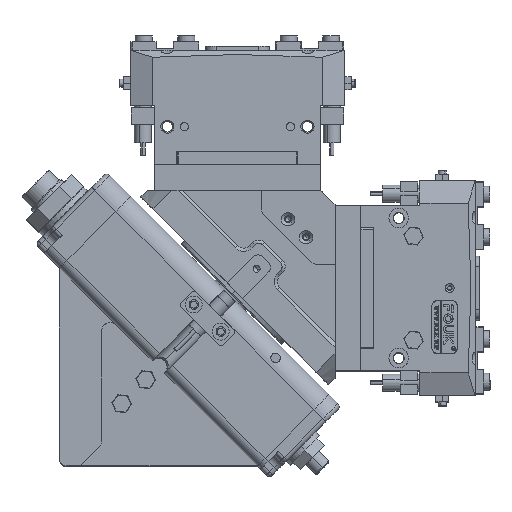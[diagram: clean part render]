
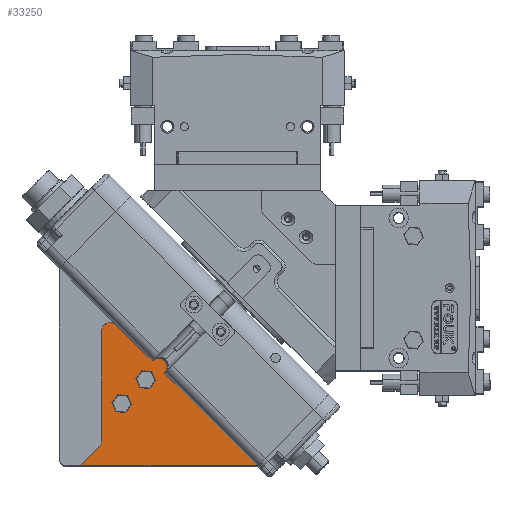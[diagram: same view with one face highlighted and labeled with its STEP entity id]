
A CAD part, top view. The second image highlights one B-rep face of the part: STEP entity #33250.
In plain terms, the highlighted planar face has unit normal (0, 0, 1).
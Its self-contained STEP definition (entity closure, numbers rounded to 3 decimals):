
#964 = VECTOR ( 'NONE', #32176, 1000. ) ;
#1112 = CARTESIAN_POINT ( 'NONE',  ( 47.435, -35.955, 207.7 ) ) ;
#1185 = LINE ( 'NONE', #50392, #42145 ) ;
#1612 = CARTESIAN_POINT ( 'NONE',  ( 22.337, -77.124, 207.7 ) ) ;
#1943 = DIRECTION ( 'NONE',  ( 0., -1., 0. ) ) ;
#2126 = CARTESIAN_POINT ( 'NONE',  ( 13.802, -85.66, 207.7 ) ) ;
#2182 = VECTOR ( 'NONE', #60611, 1000. ) ;
#3239 = DIRECTION ( 'NONE',  ( 0., 0., 1. ) ) ;
#4866 = VERTEX_POINT ( 'NONE', #20226 ) ;
#6908 = CARTESIAN_POINT ( 'NONE',  ( 23.802, -75.66, 207.7 ) ) ;
#6931 = DIRECTION ( 'NONE',  ( 0.707, -0.707, 0. ) ) ;
#7217 = DIRECTION ( 'NONE',  ( 0., 0., 1. ) ) ;
#7359 = ORIENTED_EDGE ( 'NONE', *, *, #33703, .F. ) ;
#7913 = EDGE_CURVE ( 'NONE', #8820, #38828, #19816, .T. ) ;
#8820 = VERTEX_POINT ( 'NONE', #39603 ) ;
#9147 = VERTEX_POINT ( 'NONE', #42657 ) ;
#9493 = VERTEX_POINT ( 'NONE', #35651 ) ;
#9624 = ORIENTED_EDGE ( 'NONE', *, *, #64339, .T. ) ;
#11013 = LINE ( 'NONE', #20361, #2182 ) ;
#11104 = LINE ( 'NONE', #14925, #27172 ) ;
#11882 = VERTEX_POINT ( 'NONE', #1112 ) ;
#12268 = LINE ( 'NONE', #32480, #43531 ) ;
#12572 = DIRECTION ( 'NONE',  ( 0.707, -0.707, 0. ) ) ;
#13390 = CARTESIAN_POINT ( 'NONE',  ( 50.471, -38.99, 207.7 ) ) ;
#13600 = DIRECTION ( 'NONE',  ( -0.707, 0.707, 0. ) ) ;
#14519 = CARTESIAN_POINT ( 'NONE',  ( 25.592, -19.06, 207.7 ) ) ;
#14925 = CARTESIAN_POINT ( 'NONE',  ( 25.592, -38.99, 207.7 ) ) ;
#15447 = EDGE_CURVE ( 'NONE', #18913, #9147, #16238, .T. ) ;
#16238 = LINE ( 'NONE', #19109, #23413 ) ;
#17307 = CARTESIAN_POINT ( 'NONE',  ( 53.506, -42.026, 207.7 ) ) ;
#17788 = VERTEX_POINT ( 'NONE', #14519 ) ;
#18125 = DIRECTION ( 'NONE',  ( -0.707, 0.707, 0. ) ) ;
#18397 = CARTESIAN_POINT ( 'NONE',  ( 24.973, -19.15, 207.7 ) ) ;
#18913 = VERTEX_POINT ( 'NONE', #34058 ) ;
#19109 = CARTESIAN_POINT ( 'NONE',  ( 97.14, -85.66, 207.7 ) ) ;
#19608 = EDGE_LOOP ( 'NONE', ( #24850, #30985, #23443, #60350, #9624, #24381, #37625, #43175, #30327, #7359, #33020, #21253, #23533, #62572 ) ) ;
#19816 = CIRCLE ( 'NONE', #22080, 5. ) ;
#20226 = CARTESIAN_POINT ( 'NONE',  ( 47.778, -35.965, 207.7 ) ) ;
#20361 = CARTESIAN_POINT ( 'NONE',  ( 12.935, -19.06, 207.7 ) ) ;
#21253 = ORIENTED_EDGE ( 'NONE', *, *, #60309, .F. ) ;
#22080 = AXIS2_PLACEMENT_3D ( 'NONE', #25546, #62235, #46634 ) ;
#22572 = EDGE_CURVE ( 'NONE', #4866, #41184, #54745, .T. ) ;
#23413 = VECTOR ( 'NONE', #55217, 1000. ) ;
#23443 = ORIENTED_EDGE ( 'NONE', *, *, #32120, .T. ) ;
#23533 = ORIENTED_EDGE ( 'NONE', *, *, #45181, .F. ) ;
#23595 = VECTOR ( 'NONE', #1943, 1000. ) ;
#24381 = ORIENTED_EDGE ( 'NONE', *, *, #7913, .T. ) ;
#24546 = DIRECTION ( 'NONE',  ( -0.707, 0.707, 0. ) ) ;
#24850 = ORIENTED_EDGE ( 'NONE', *, *, #25384, .F. ) ;
#25384 = EDGE_CURVE ( 'NONE', #17788, #9493, #11104, .T. ) ;
#25546 = CARTESIAN_POINT ( 'NONE',  ( 18.802, -73.588, 207.7 ) ) ;
#27172 = VECTOR ( 'NONE', #35734, 1000. ) ;
#28216 = CARTESIAN_POINT ( 'NONE',  ( 53.496, -41.683, 207.7 ) ) ;
#28841 = DIRECTION ( 'NONE',  ( 0., 0., -1. ) ) ;
#30147 = EDGE_CURVE ( 'NONE', #36302, #18913, #54830, .T. ) ;
#30327 = ORIENTED_EDGE ( 'NONE', *, *, #30147, .F. ) ;
#30985 = ORIENTED_EDGE ( 'NONE', *, *, #50500, .F. ) ;
#31478 = EDGE_CURVE ( 'NONE', #56717, #51435, #42052, .T. ) ;
#32120 = EDGE_CURVE ( 'NONE', #46674, #56717, #37994, .T. ) ;
#32176 = DIRECTION ( 'NONE',  ( 0.029, -1., 0. ) ) ;
#32480 = CARTESIAN_POINT ( 'NONE',  ( 30.63, -19.15, 207.7 ) ) ;
#32525 = VECTOR ( 'NONE', #53729, 1000. ) ;
#32718 = CIRCLE ( 'NONE', #56767, 4. ) ;
#33020 = ORIENTED_EDGE ( 'NONE', *, *, #22572, .F. ) ;
#33250 = ADVANCED_FACE ( 'NONE', ( #36311 ), #49497, .F. ) ;
#33703 = EDGE_CURVE ( 'NONE', #41184, #36302, #37873, .T. ) ;
#34058 = CARTESIAN_POINT ( 'NONE',  ( 97.14, -85.66, 207.7 ) ) ;
#35651 = CARTESIAN_POINT ( 'NONE',  ( 25.592, -18.644, 207.7 ) ) ;
#35734 = DIRECTION ( 'NONE',  ( 0., 1., 0. ) ) ;
#36302 = VERTEX_POINT ( 'NONE', #41190 ) ;
#36311 = FACE_OUTER_BOUND ( 'NONE', #19608, .T. ) ;
#36632 = EDGE_CURVE ( 'NONE', #39137, #9493, #32718, .T. ) ;
#37625 = ORIENTED_EDGE ( 'NONE', *, *, #43602, .T. ) ;
#37873 = LINE ( 'NONE', #58015, #964 ) ;
#37941 = CARTESIAN_POINT ( 'NONE',  ( 27.802, -21.978, 207.7 ) ) ;
#37994 = CIRCLE ( 'NONE', #44049, 4. ) ;
#38828 = VERTEX_POINT ( 'NONE', #1612 ) ;
#39137 = VERTEX_POINT ( 'NONE', #60451 ) ;
#39413 = CARTESIAN_POINT ( 'NONE',  ( 50.471, -38.99, 207.7 ) ) ;
#39603 = CARTESIAN_POINT ( 'NONE',  ( 23.802, -73.588, 207.7 ) ) ;
#41184 = VERTEX_POINT ( 'NONE', #28216 ) ;
#41190 = CARTESIAN_POINT ( 'NONE',  ( 53.506, -42.026, 207.7 ) ) ;
#41211 = LINE ( 'NONE', #6908, #23595 ) ;
#41914 = AXIS2_PLACEMENT_3D ( 'NONE', #51949, #56446, #56891 ) ;
#42052 = CIRCLE ( 'NONE', #41914, 4. ) ;
#42145 = VECTOR ( 'NONE', #44997, 1000. ) ;
#42657 = CARTESIAN_POINT ( 'NONE',  ( 13.802, -85.66, 207.7 ) ) ;
#43175 = ORIENTED_EDGE ( 'NONE', *, *, #15447, .F. ) ;
#43531 = VECTOR ( 'NONE', #6931, 1000. ) ;
#43602 = EDGE_CURVE ( 'NONE', #38828, #9147, #51795, .T. ) ;
#44049 = AXIS2_PLACEMENT_3D ( 'NONE', #37941, #7217, #53437 ) ;
#44997 = DIRECTION ( 'NONE',  ( 1., -0.029, 0. ) ) ;
#45181 = EDGE_CURVE ( 'NONE', #39137, #11882, #12268, .T. ) ;
#46634 = DIRECTION ( 'NONE',  ( -0.707, 0.707, 0. ) ) ;
#46674 = VERTEX_POINT ( 'NONE', #59305 ) ;
#49212 = VECTOR ( 'NONE', #12572, 1000. ) ;
#49497 = PLANE ( 'NONE',  #65331 ) ;
#49773 = AXIS2_PLACEMENT_3D ( 'NONE', #13390, #54426, #13600 ) ;
#50392 = CARTESIAN_POINT ( 'NONE',  ( 47.435, -35.955, 207.7 ) ) ;
#50497 = CARTESIAN_POINT ( 'NONE',  ( 23.802, -21.978, 207.7 ) ) ;
#50500 = EDGE_CURVE ( 'NONE', #46674, #17788, #11013, .T. ) ;
#51435 = VERTEX_POINT ( 'NONE', #50497 ) ;
#51795 = LINE ( 'NONE', #2126, #32525 ) ;
#51949 = CARTESIAN_POINT ( 'NONE',  ( 27.802, -21.978, 207.7 ) ) ;
#53437 = DIRECTION ( 'NONE',  ( -0.707, 0.707, 0. ) ) ;
#53729 = DIRECTION ( 'NONE',  ( -0.707, -0.707, 0. ) ) ;
#54426 = DIRECTION ( 'NONE',  ( 0., 0., -1. ) ) ;
#54745 = CIRCLE ( 'NONE', #49773, 4.05 ) ;
#54830 = LINE ( 'NONE', #17307, #49212 ) ;
#55217 = DIRECTION ( 'NONE',  ( -1., 0., 0. ) ) ;
#55291 = CARTESIAN_POINT ( 'NONE',  ( 27.802, -21.978, 207.7 ) ) ;
#56446 = DIRECTION ( 'NONE',  ( 0., 0., 1. ) ) ;
#56717 = VERTEX_POINT ( 'NONE', #18397 ) ;
#56767 = AXIS2_PLACEMENT_3D ( 'NONE', #55291, #3239, #24546 ) ;
#56891 = DIRECTION ( 'NONE',  ( -0.707, 0.707, 0. ) ) ;
#58015 = CARTESIAN_POINT ( 'NONE',  ( 53.496, -41.683, 207.7 ) ) ;
#59305 = CARTESIAN_POINT ( 'NONE',  ( 25.067, -19.06, 207.7 ) ) ;
#60309 = EDGE_CURVE ( 'NONE', #11882, #4866, #1185, .T. ) ;
#60350 = ORIENTED_EDGE ( 'NONE', *, *, #31478, .T. ) ;
#60451 = CARTESIAN_POINT ( 'NONE',  ( 30.63, -19.15, 207.7 ) ) ;
#60611 = DIRECTION ( 'NONE',  ( 1., 0., 0. ) ) ;
#62235 = DIRECTION ( 'NONE',  ( 0., 0., -1. ) ) ;
#62572 = ORIENTED_EDGE ( 'NONE', *, *, #36632, .T. ) ;
#64339 = EDGE_CURVE ( 'NONE', #51435, #8820, #41211, .T. ) ;
#65331 = AXIS2_PLACEMENT_3D ( 'NONE', #39413, #28841, #18125 ) ;
